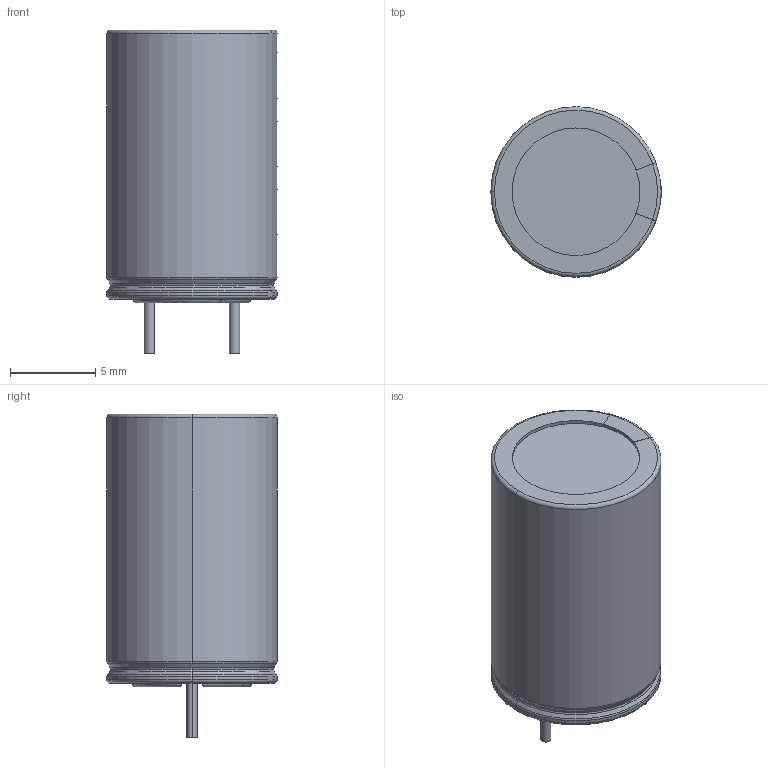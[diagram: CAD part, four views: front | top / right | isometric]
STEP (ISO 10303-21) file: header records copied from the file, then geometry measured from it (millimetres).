
FILE_DESCRIPTION (( 'STEP AP214' ), '1' );
FILE_NAME ('CAPPRD500W60D1000H1600-V-000-300.STEP', '2013-12-17T16:55:30', ( 'pomocnik' ), ( '' ), 'SwSTEP 2.0', 'SolidWorks 2012', '' );
FILE_SCHEMA (( 'AUTOMOTIVE_DESIGN' ));
Length unit declared in the file: millimetre
Products named in the file (1): CAPPRD500W60D1000H1600-V-000-300
Bounding box: 10 x 10 x 19 mm (x, y, z)
Volume: 1218.4 mm3; surface area: 750.3 mm2
Topology: 1 solids, 1 shells, 74 faces, 184 edges, 119 vertices
Faces by surface type: plane 26, cylinder 22, torus 20, cone 6
Entity records: 2869 total; most frequent: DIRECTION 433, CARTESIAN_POINT 406, ORIENTED_EDGE 368, EDGE_CURVE 184, AXIS2_PLACEMENT_3D 178, VERTEX_POINT 119, CIRCLE 103, EDGE_LOOP 81
